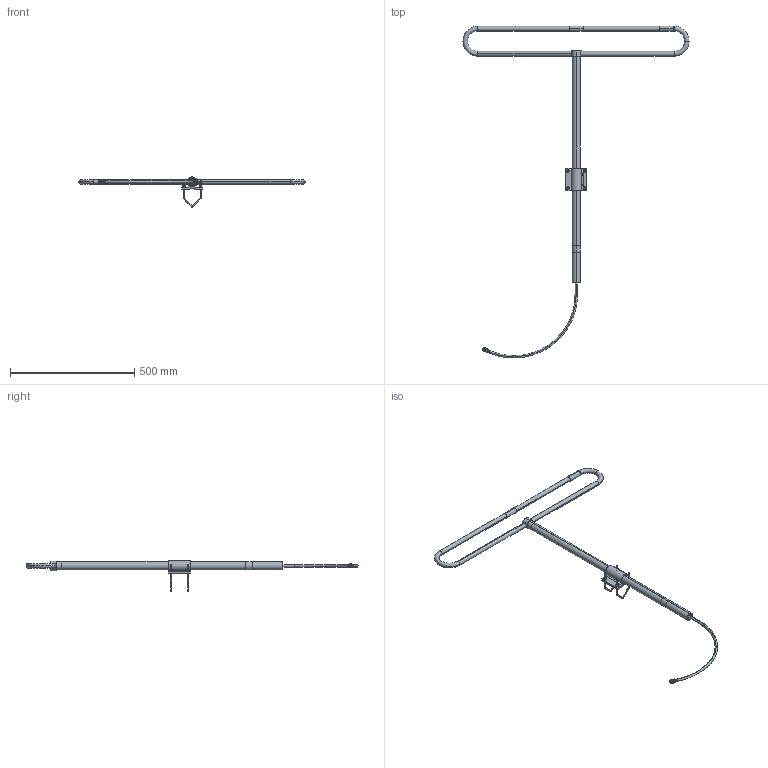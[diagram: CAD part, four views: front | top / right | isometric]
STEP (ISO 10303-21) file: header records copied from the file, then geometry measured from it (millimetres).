
FILE_DESCRIPTION (( 'STEP AP214' ), '1' );
FILE_NAME ('PEANED1012_3D.STEP', '2022-05-05T17:46:29', ( '' ), ( '' ), 'SwSTEP 2.0', 'SolidWorks 2021', '' );
FILE_SCHEMA (( 'AUTOMOTIVE_DESIGN' ));
Length unit declared in the file: inch
Products named in the file (12): SDBZL_DIPOLE; ANF-1406_CENTERPIN; SP0100533_M6 FlatWasher; SDBZL_CONNECT; SDBZL_BOLT; ANF-1406; SDBZL_PIPE; SP0100533_M6 LockWasher; ANF-1406_BODY; PEANED1012_3D; NHM6.SS-1_91828A251; SDBZL_MOUNT
Assembly tree (21 placements, depth 3):
  PEANED1012_3D
    SDBZL_PIPE
    SDBZL_BOLT  x2
    SDBZL_CONNECT
    SDBZL_DIPOLE
    SDBZL_MOUNT
    ANF-1406
      ANF-1406_BODY
      ANF-1406_CENTERPIN
    SP0100533_M6 LockWasher  x4
    NHM6.SS-1_91828A251  x4
    SP0100533_M6 FlatWasher  x4
Bounding box: 910 x 1335.51 x 121.45 mm (x, y, z)
Volume: 979155.3 mm3; surface area: 364470.3 mm2
Topology: 21 solids, 21 shells, 1091 faces, 2961 edges, 1924 vertices
Faces by surface type: cylinder 728, plane 135, cone 128, bspline 82, torus 18
Entity records: 35816 total; most frequent: CARTESIAN_POINT 21047, ORIENTED_EDGE 3062, DIRECTION 2353, EDGE_CURVE 1531, VERTEX_POINT 992, AXIS2_PLACEMENT_3D 918, EDGE_LOOP 621, ADVANCED_FACE 577
